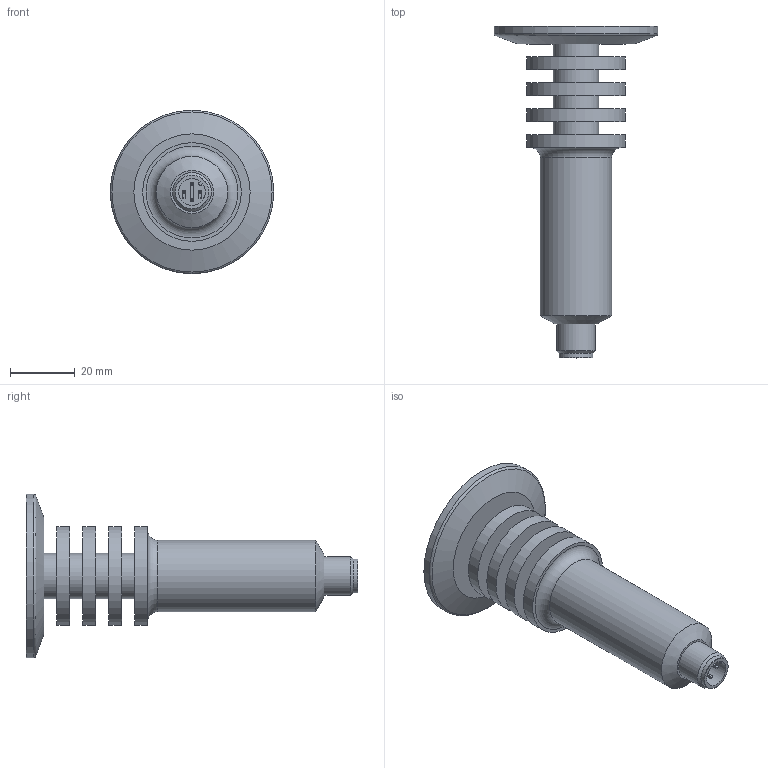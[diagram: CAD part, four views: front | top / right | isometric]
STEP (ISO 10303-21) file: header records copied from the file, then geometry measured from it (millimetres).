
FILE_DESCRIPTION( ( 'Unknown' ), '1' );
FILE_NAME( 'PBMH_xxxxxxxx1481xxx.stp', 'Unknown', ( 'Unknown' ), ( 'Unknown' ), 'PSStep 14.0', 'Unknown', ' ' );
FILE_SCHEMA( ( 'AUTOMOTIVE_DESIGN { 1 0 10303 214 1 1 1 1 }' ) );
Length unit declared in the file: millimetre
Products named in the file (1): 142551
Bounding box: 50.5 x 102.5 x 50.5 mm (x, y, z)
Volume: 44491.7 mm3; surface area: 15838.4 mm2
Topology: 1 solids, 1 shells, 115 faces, 287 edges, 189 vertices
Faces by surface type: plane 72, cylinder 32, cone 6, torus 5
Full cylindrical faces by diameter (mm): 8.3 x1, 10.5 x1, 12 x1, 14 x4, 22 x1, 30.5 x4, 50.5 x1
Entity records: 4200 total; most frequent: DIRECTION 574, CARTESIAN_POINT 558, ORIENTED_EDGE 516, EDGE_CURVE 258, AXIS2_PLACEMENT_3D 200, VERTEX_POINT 184, LINE 174, VECTOR 174
